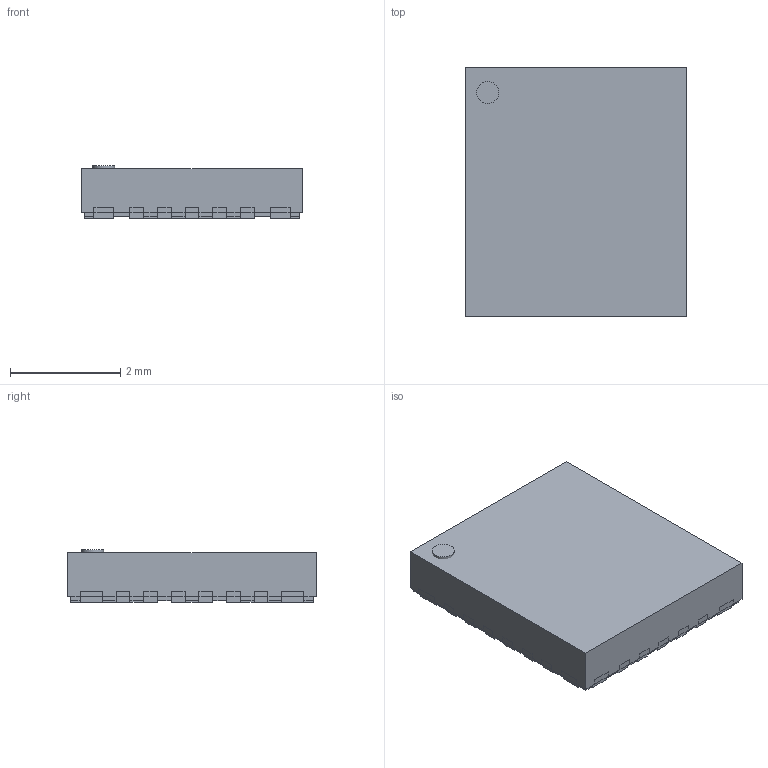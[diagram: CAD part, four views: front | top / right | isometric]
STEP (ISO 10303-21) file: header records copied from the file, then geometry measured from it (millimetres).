
FILE_DESCRIPTION(('FreeCAD Model'),'2;1');
FILE_NAME('TI_VQFN-HR-26_RNF0026C.step','2021-05-17T20:19:54',('kicad StepUp'),( 'ksu MCAD'),'Open CASCADE STEP processor 7.2','FreeCAD','Unknown');
FILE_SCHEMA(('AUTOMOTIVE_DESIGN { 1 0 10303 214 1 1 1 1 }'));
Length unit declared in the file: millimetre
Products named in the file (1): TI_VQFN-HR-26_RNF0026C
Bounding box: 4 x 4.5 x 0.95 mm (x, y, z)
Volume: 15.9 mm3; surface area: 88.7 mm2
Topology: 29 solids, 29 shells, 422 faces, 1089 edges, 726 vertices
Faces by surface type: plane 397, cylinder 25
Full cylindrical faces by diameter (mm): 0.4 x1
Entity records: 15536 total; most frequent: CARTESIAN_POINT 2238, ORIENTED_EDGE 2178, DIRECTION 1985, EDGE_CURVE 1089, LINE 1039, VECTOR 1039, VERTEX_POINT 726, AXIS2_PLACEMENT_3D 473
